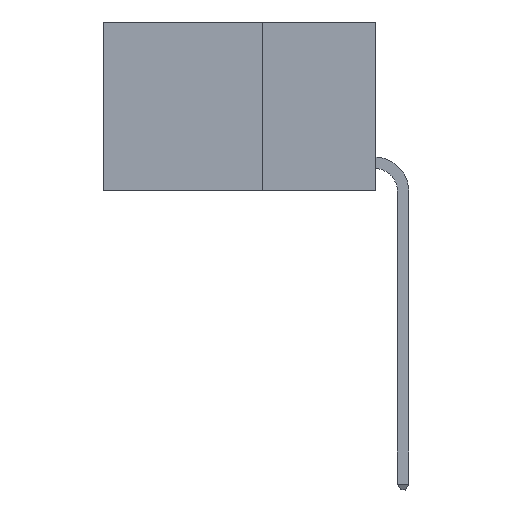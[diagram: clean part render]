
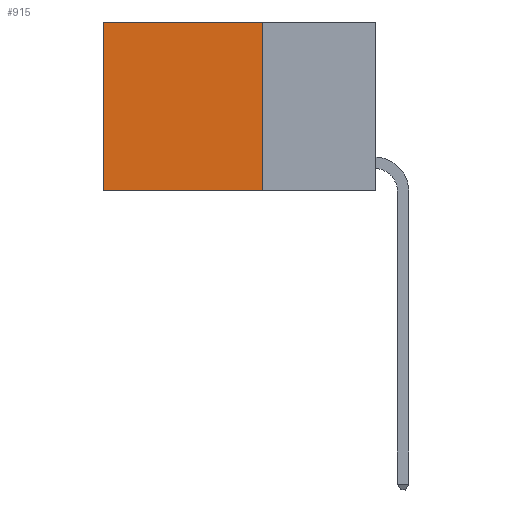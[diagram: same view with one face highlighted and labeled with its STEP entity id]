
A CAD part, left-side view. The second image highlights one B-rep face of the part: STEP entity #915.
In plain terms, the highlighted planar face has unit normal (-1, 0, 0).
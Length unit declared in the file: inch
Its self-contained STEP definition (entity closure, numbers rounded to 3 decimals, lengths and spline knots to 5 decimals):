
#237 = VERTEX_POINT ( 'NONE', #1964 ) ;
#915 = ADVANCED_FACE ( 'NONE', ( #2924 ), #9916, .F. ) ;
#1481 = EDGE_CURVE ( 'NONE', #5558, #11859, #4051, .T. ) ;
#1497 = ORIENTED_EDGE ( 'NONE', *, *, #4236, .F. ) ;
#1964 = CARTESIAN_POINT ( 'NONE',  ( 0.2625, 0.6, -0.37 ) ) ;
#1981 = ORIENTED_EDGE ( 'NONE', *, *, #9256, .F. ) ;
#2245 = CARTESIAN_POINT ( 'NONE',  ( 0.2625, 0.6, 0. ) ) ;
#2488 = ORIENTED_EDGE ( 'NONE', *, *, #1481, .T. ) ;
#2924 = FACE_OUTER_BOUND ( 'NONE', #10527, .T. ) ;
#3739 = VECTOR ( 'NONE', #4948, 39.37008 ) ;
#4051 = LINE ( 'NONE', #5885, #3739 ) ;
#4236 = EDGE_CURVE ( 'NONE', #11110, #237, #7167, .T. ) ;
#4948 = DIRECTION ( 'NONE',  ( 0., 1., 0. ) ) ;
#4986 = CARTESIAN_POINT ( 'NONE',  ( 0.2625, 0.25, -0.37 ) ) ;
#5003 = VECTOR ( 'NONE', #7603, 39.37008 ) ;
#5151 = CARTESIAN_POINT ( 'NONE',  ( 0.2625, 0.25, -0.37 ) ) ;
#5172 = VECTOR ( 'NONE', #7589, 39.37008 ) ;
#5558 = VERTEX_POINT ( 'NONE', #9224 ) ;
#5639 = CARTESIAN_POINT ( 'NONE',  ( 0.2625, 0.6, 0. ) ) ;
#5885 = CARTESIAN_POINT ( 'NONE',  ( 0.2625, 0.25, 0. ) ) ;
#6477 = DIRECTION ( 'NONE',  ( 0., 0., -1. ) ) ;
#6489 = DIRECTION ( 'NONE',  ( 1., 0., 0. ) ) ;
#6595 = CARTESIAN_POINT ( 'NONE',  ( 0.2625, 0.25, 0. ) ) ;
#6698 = CARTESIAN_POINT ( 'NONE',  ( 0.2625, 0.25, 0. ) ) ;
#6866 = VECTOR ( 'NONE', #8133, 39.37008 ) ;
#7167 = LINE ( 'NONE', #5151, #6866 ) ;
#7414 = AXIS2_PLACEMENT_3D ( 'NONE', #6698, #6489, #6477 ) ;
#7524 = LINE ( 'NONE', #6595, #5172 ) ;
#7589 = DIRECTION ( 'NONE',  ( 0., 0., -1. ) ) ;
#7603 = DIRECTION ( 'NONE',  ( 0., 0., -1. ) ) ;
#7993 = LINE ( 'NONE', #5639, #5003 ) ;
#8133 = DIRECTION ( 'NONE',  ( 0., 1., 0. ) ) ;
#8827 = EDGE_CURVE ( 'NONE', #11859, #237, #7993, .T. ) ;
#9224 = CARTESIAN_POINT ( 'NONE',  ( 0.2625, 0.25, 0. ) ) ;
#9256 = EDGE_CURVE ( 'NONE', #5558, #11110, #7524, .T. ) ;
#9916 = PLANE ( 'NONE',  #7414 ) ;
#10527 = EDGE_LOOP ( 'NONE', ( #11357, #1497, #1981, #2488 ) ) ;
#11110 = VERTEX_POINT ( 'NONE', #4986 ) ;
#11357 = ORIENTED_EDGE ( 'NONE', *, *, #8827, .T. ) ;
#11859 = VERTEX_POINT ( 'NONE', #2245 ) ;
